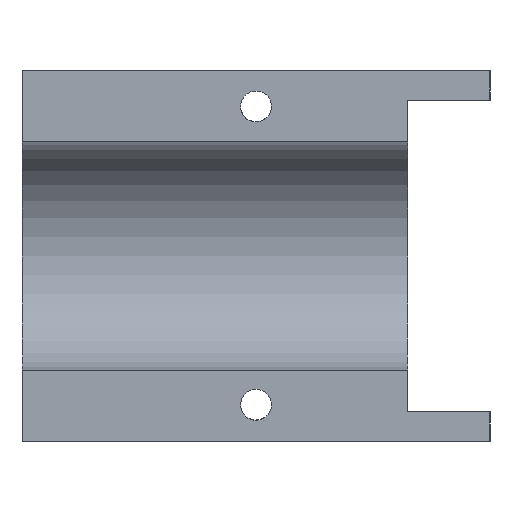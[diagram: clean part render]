
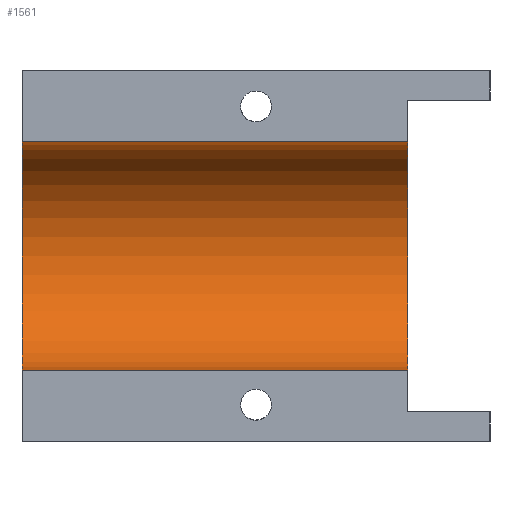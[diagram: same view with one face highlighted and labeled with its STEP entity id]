
A CAD part, front view. The second image highlights one B-rep face of the part: STEP entity #1561.
In plain terms, the highlighted cylindrical face has radius 11.1 mm (diameter 22.2 mm), a partial arc.
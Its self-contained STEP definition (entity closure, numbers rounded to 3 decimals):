
#156=FACE_OUTER_BOUND('',#260,.T.);
#260=EDGE_LOOP('',(#1384,#1385,#1386,#1387));
#302=CIRCLE('',#1695,11.1);
#303=CIRCLE('',#1696,11.1);
#484=LINE('',#5774,#576);
#485=LINE('',#5777,#577);
#576=VECTOR('',#2015,10.);
#577=VECTOR('',#2018,10.);
#733=VERTEX_POINT('',#5770);
#734=VERTEX_POINT('',#5771);
#735=VERTEX_POINT('',#5773);
#736=VERTEX_POINT('',#5775);
#956=EDGE_CURVE('',#733,#734,#302,.T.);
#957=EDGE_CURVE('',#735,#733,#484,.T.);
#958=EDGE_CURVE('',#735,#736,#303,.T.);
#959=EDGE_CURVE('',#736,#734,#485,.T.);
#1384=ORIENTED_EDGE('',*,*,#956,.F.);
#1385=ORIENTED_EDGE('',*,*,#957,.F.);
#1386=ORIENTED_EDGE('',*,*,#958,.T.);
#1387=ORIENTED_EDGE('',*,*,#959,.T.);
#1477=CYLINDRICAL_SURFACE('',#1694,11.1);
#1561=ADVANCED_FACE('',(#156),#1477,.F.);
#1694=AXIS2_PLACEMENT_3D('',#5769,#2011,#2012);
#1695=AXIS2_PLACEMENT_3D('',#5772,#2013,#2014);
#1696=AXIS2_PLACEMENT_3D('',#5776,#2016,#2017);
#2011=DIRECTION('center_axis',(1.,0.,0.));
#2012=DIRECTION('ref_axis',(0.,0.,
1.));
#2013=DIRECTION('center_axis',(-1.,0.,0.));
#2014=DIRECTION('ref_axis',(0.,0.,
1.));
#2015=DIRECTION('',(1.,0.,0.));
#2016=DIRECTION('center_axis',(-1.,0.,0.));
#2017=DIRECTION('ref_axis',(0.,0.,1.));
#2018=DIRECTION('',(1.,0.,0.));
#5769=CARTESIAN_POINT('Origin',(-21.9,331.837,-4.077));
#5770=CARTESIAN_POINT('',(15.5,332.5,7.004));
#5771=CARTESIAN_POINT('',(15.5,332.5,-15.157));
#5772=CARTESIAN_POINT('Origin',(15.5,331.837,-4.077));
#5773=CARTESIAN_POINT('',(-21.9,332.5,7.004));
#5774=CARTESIAN_POINT('',(-21.9,332.5,7.004));
#5775=CARTESIAN_POINT('',(-21.9,332.5,-15.157));
#5776=CARTESIAN_POINT('Origin',(-21.9,331.837,-4.077));
#5777=CARTESIAN_POINT('',(-21.9,332.5,-15.157));
